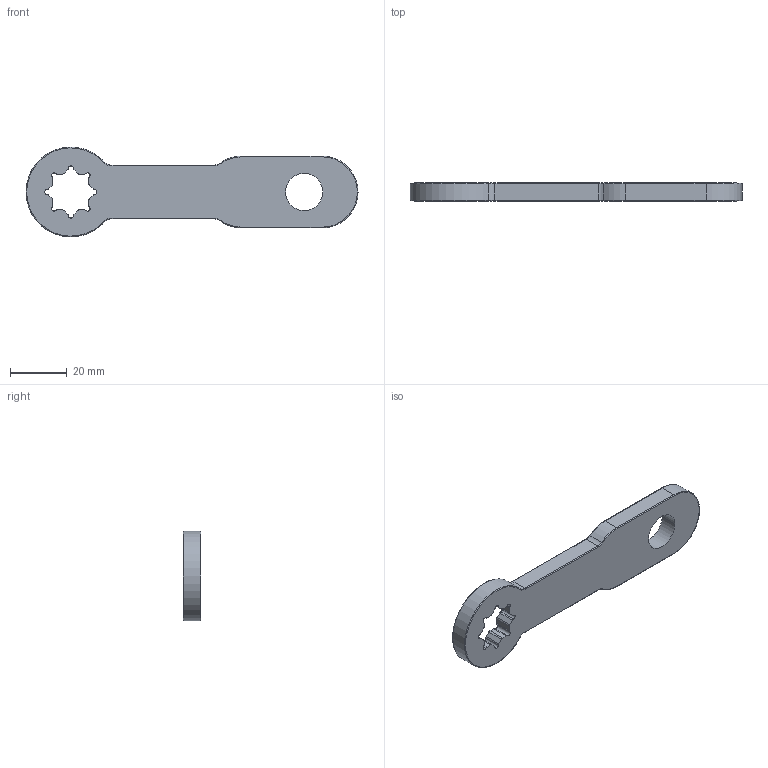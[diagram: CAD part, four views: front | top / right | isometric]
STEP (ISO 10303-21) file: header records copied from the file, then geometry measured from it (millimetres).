
FILE_DESCRIPTION((''),'2;1');
FILE_NAME('B20996_','2023-08-07T09:18:12',('JHabegger'),(''),'CREO PARAMETRIC BY PTC INC, 2022244','CREO PARAMETRIC BY PTC INC, 2022244','');
FILE_SCHEMA(('CONFIG_CONTROL_DESIGN','SHAPE_APPEARANCE_LAYERS_GROUPS'));
Length unit declared in the file: inch
Products named in the file (1): B20996_
Bounding box: 117.47 x 6.35 x 31.74 mm (x, y, z)
Volume: 14864.4 mm3; surface area: 7031.9 mm2
Topology: 1 solids, 1 shells, 88 faces, 234 edges, 148 vertices
Faces by surface type: cylinder 50, plane 22, torus 16
Entity records: 2831 total; most frequent: DIRECTION 534, CARTESIAN_POINT 470, ORIENTED_EDGE 468, EDGE_CURVE 234, AXIS2_PLACEMENT_3D 212, VERTEX_POINT 148, CIRCLE 124, VECTOR 110
